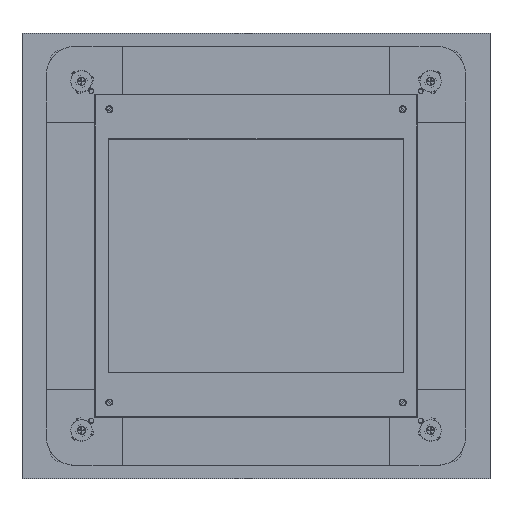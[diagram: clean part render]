
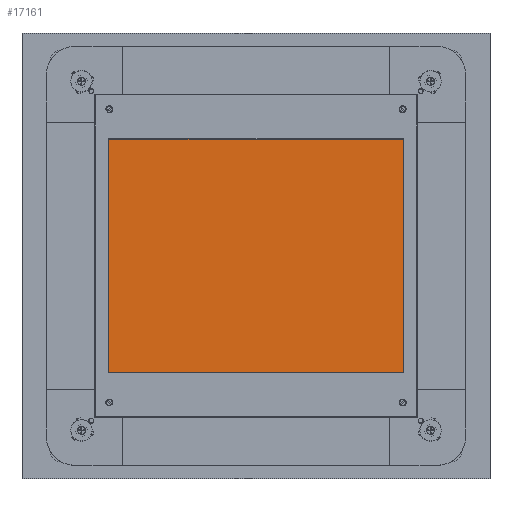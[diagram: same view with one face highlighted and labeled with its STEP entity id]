
A CAD part, top view. The second image highlights one B-rep face of the part: STEP entity #17161.
In plain terms, the highlighted planar face has unit normal (0, 0, 1).
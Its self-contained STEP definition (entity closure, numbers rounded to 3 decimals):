
#3033 = CARTESIAN_POINT ( 'NONE',  ( -129., -102.25, 3. ) ) ;
#3114 = CARTESIAN_POINT ( 'NONE',  ( -129., -102.25, 3. ) ) ;
#3926 = DIRECTION ( 'NONE',  ( 0., 1., 0. ) ) ;
#6082 = LINE ( 'NONE', #30590, #34130 ) ;
#6890 = EDGE_CURVE ( 'NONE', #15372, #18636, #36159, .T. ) ;
#6946 = DIRECTION ( 'NONE',  ( -1., 0., 0. ) ) ;
#8119 = VECTOR ( 'NONE', #29698, 1000. ) ;
#9559 = CARTESIAN_POINT ( 'NONE',  ( -129., 102.25, 3. ) ) ;
#10001 = ORIENTED_EDGE ( 'NONE', *, *, #6890, .T. ) ;
#13270 = VECTOR ( 'NONE', #39589, 1000. ) ;
#13750 = VERTEX_POINT ( 'NONE', #9559 ) ;
#15002 = CARTESIAN_POINT ( 'NONE',  ( 129., -102.25, 3. ) ) ;
#15226 = AXIS2_PLACEMENT_3D ( 'NONE', #48617, #29786, #6946 ) ;
#15372 = VERTEX_POINT ( 'NONE', #3114 ) ;
#16753 = CARTESIAN_POINT ( 'NONE',  ( -129., 102.25, 3. ) ) ;
#17161 = ADVANCED_FACE ( 'NONE', ( #30568 ), #25790, .F. ) ;
#18636 = VERTEX_POINT ( 'NONE', #15002 ) ;
#18899 = VECTOR ( 'NONE', #32235, 1000. ) ;
#19269 = ORIENTED_EDGE ( 'NONE', *, *, #39041, .T. ) ;
#22349 = CARTESIAN_POINT ( 'NONE',  ( 129., 102.25, 3. ) ) ;
#24550 = CARTESIAN_POINT ( 'NONE',  ( -129., -102.25, 3. ) ) ;
#25790 = PLANE ( 'NONE',  #15226 ) ;
#29698 = DIRECTION ( 'NONE',  ( 1., 0., 0. ) ) ;
#29786 = DIRECTION ( 'NONE',  ( 0., 0., -1. ) ) ;
#30568 = FACE_OUTER_BOUND ( 'NONE', #35755, .T. ) ;
#30590 = CARTESIAN_POINT ( 'NONE',  ( 129., -102.25, 3. ) ) ;
#32235 = DIRECTION ( 'NONE',  ( 0., -1., 0. ) ) ;
#32691 = EDGE_CURVE ( 'NONE', #37613, #13750, #33563, .T. ) ;
#33563 = LINE ( 'NONE', #16753, #13270 ) ;
#34130 = VECTOR ( 'NONE', #3926, 1000. ) ;
#35755 = EDGE_LOOP ( 'NONE', ( #19269, #10001, #42595, #45110 ) ) ;
#36159 = LINE ( 'NONE', #3033, #8119 ) ;
#37613 = VERTEX_POINT ( 'NONE', #22349 ) ;
#39041 = EDGE_CURVE ( 'NONE', #13750, #15372, #40366, .T. ) ;
#39589 = DIRECTION ( 'NONE',  ( -1., 0., 0. ) ) ;
#40366 = LINE ( 'NONE', #24550, #18899 ) ;
#40500 = EDGE_CURVE ( 'NONE', #18636, #37613, #6082, .T. ) ;
#42595 = ORIENTED_EDGE ( 'NONE', *, *, #40500, .T. ) ;
#45110 = ORIENTED_EDGE ( 'NONE', *, *, #32691, .T. ) ;
#48617 = CARTESIAN_POINT ( 'NONE',  ( -129., 102.25, 3. ) ) ;
